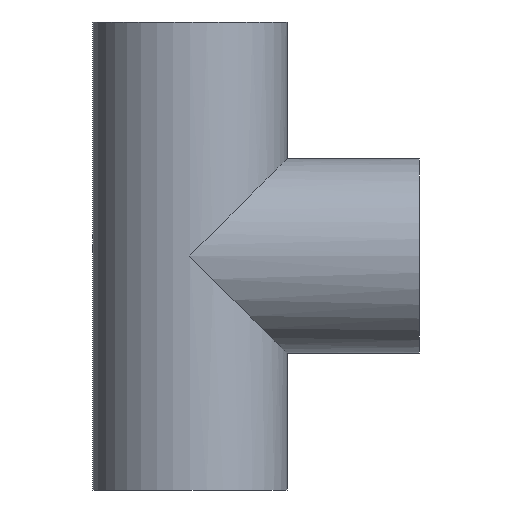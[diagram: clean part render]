
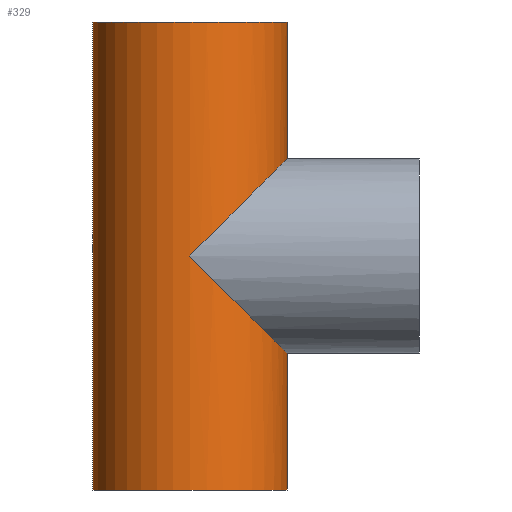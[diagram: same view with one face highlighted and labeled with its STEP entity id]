
A CAD part, front view. The second image highlights one B-rep face of the part: STEP entity #329.
In plain terms, the highlighted cylindrical face has radius 100 mm (diameter 200 mm), a partial arc.
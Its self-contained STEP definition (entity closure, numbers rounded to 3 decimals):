
#1 = EDGE_CURVE ( 'NONE', #323, #127, #174, .T. ) ;
#15 = EDGE_CURVE ( 'NONE', #386, #323, #133, .T. ) ;
#21 = CARTESIAN_POINT ( 'NONE',  ( 0., -100., 0. ) ) ;
#33 = ORIENTED_EDGE ( 'NONE', *, *, #251, .F. ) ;
#40 = EDGE_CURVE ( 'NONE', #103, #101, #54, .T. ) ;
#41 = CARTESIAN_POINT ( 'NONE',  ( 0., -100., 0. ) ) ;
#42 = CARTESIAN_POINT ( 'NONE',  ( 100., 0., 240.5 ) ) ;
#44 = CIRCLE ( 'NONE', #335, 100. ) ;
#54 = CIRCLE ( 'NONE', #346, 100. ) ;
#56 = CARTESIAN_POINT ( 'NONE',  ( 0., 0., -240.5 ) ) ;
#69 = CARTESIAN_POINT ( 'NONE',  ( 100., 0., 240.5 ) ) ;
#88 = CARTESIAN_POINT ( 'NONE',  ( 58.579, -100., -58.579 ) ) ;
#89 = DIRECTION ( 'NONE',  ( 0., 0., -1. ) ) ;
#99 = AXIS2_PLACEMENT_3D ( 'NONE', #179, #186, #436 ) ;
#101 = VERTEX_POINT ( 'NONE', #303 ) ;
#102 = CARTESIAN_POINT ( 'NONE',  ( 0., 0., 240.5 ) ) ;
#103 = VERTEX_POINT ( 'NONE', #224 ) ;
#106 = ORIENTED_EDGE ( 'NONE', *, *, #422, .F. ) ;
#108 = VERTEX_POINT ( 'NONE', #377 ) ;
#117 = LINE ( 'NONE', #69, #227 ) ;
#127 = VERTEX_POINT ( 'NONE', #444 ) ;
#133 =( BOUNDED_CURVE ( )  B_SPLINE_CURVE ( 3, ( #338, #155, #267, #21 ),
 .UNSPECIFIED., .F., .T. ) 
 B_SPLINE_CURVE_WITH_KNOTS ( ( 4, 4 ),
 ( 3.142, 4.712 ),
 .UNSPECIFIED. ) 
 CURVE ( )  GEOMETRIC_REPRESENTATION_ITEM ( )  RATIONAL_B_SPLINE_CURVE ( ( 1., 0.805, 0.805, 1. ) ) 
 REPRESENTATION_ITEM ( '' )  );
#134 = ORIENTED_EDGE ( 'NONE', *, *, #15, .F. ) ;
#146 = CARTESIAN_POINT ( 'NONE',  ( -100., 0., 240.5 ) ) ;
#147 = LINE ( 'NONE', #42, #301 ) ;
#150 = CARTESIAN_POINT ( 'NONE',  ( 100., 0., 100. ) ) ;
#151 = DIRECTION ( 'NONE',  ( 1., 0., 0. ) ) ;
#155 = CARTESIAN_POINT ( 'NONE',  ( 100., -58.579, 100. ) ) ;
#160 = EDGE_LOOP ( 'NONE', ( #106, #33, #197, #276, #344, #198, #134 ) ) ;
#174 =( BOUNDED_CURVE ( )  B_SPLINE_CURVE ( 3, ( #411, #88, #443, #269 ),
 .UNSPECIFIED., .F., .T. ) 
 B_SPLINE_CURVE_WITH_KNOTS ( ( 4, 4 ),
 ( 4.712, 6.283 ),
 .UNSPECIFIED. ) 
 CURVE ( )  GEOMETRIC_REPRESENTATION_ITEM ( )  RATIONAL_B_SPLINE_CURVE ( ( 1., 0.805, 0.805, 1. ) ) 
 REPRESENTATION_ITEM ( '' )  );
#179 = CARTESIAN_POINT ( 'NONE',  ( 0., 0., 240.5 ) ) ;
#186 = DIRECTION ( 'NONE',  ( 0., 0., -1. ) ) ;
#197 = ORIENTED_EDGE ( 'NONE', *, *, #339, .T. ) ;
#198 = ORIENTED_EDGE ( 'NONE', *, *, #1, .F. ) ;
#224 = CARTESIAN_POINT ( 'NONE',  ( -100., 0., -240.5 ) ) ;
#227 = VECTOR ( 'NONE', #291, 1000. ) ;
#251 = EDGE_CURVE ( 'NONE', #414, #108, #44, .T. ) ;
#266 = CARTESIAN_POINT ( 'NONE',  ( -100., 0., 240.5 ) ) ;
#267 = CARTESIAN_POINT ( 'NONE',  ( 58.579, -100., 58.579 ) ) ;
#269 = CARTESIAN_POINT ( 'NONE',  ( 100., 0., -100. ) ) ;
#276 = ORIENTED_EDGE ( 'NONE', *, *, #40, .T. ) ;
#281 = DIRECTION ( 'NONE',  ( 0., 0., 1. ) ) ;
#291 = DIRECTION ( 'NONE',  ( 0., 0., -1. ) ) ;
#301 = VECTOR ( 'NONE', #426, 1000. ) ;
#303 = CARTESIAN_POINT ( 'NONE',  ( 100., 0., -240.5 ) ) ;
#323 = VERTEX_POINT ( 'NONE', #41 ) ;
#329 = ADVANCED_FACE ( 'NONE', ( #368 ), #441, .T. ) ;
#335 = AXIS2_PLACEMENT_3D ( 'NONE', #102, #281, #397 ) ;
#338 = CARTESIAN_POINT ( 'NONE',  ( 100., 0., 100. ) ) ;
#339 = EDGE_CURVE ( 'NONE', #414, #103, #435, .T. ) ;
#344 = ORIENTED_EDGE ( 'NONE', *, *, #440, .F. ) ;
#346 = AXIS2_PLACEMENT_3D ( 'NONE', #56, #413, #151 ) ;
#368 = FACE_OUTER_BOUND ( 'NONE', #160, .T. ) ;
#377 = CARTESIAN_POINT ( 'NONE',  ( 100., 0., 240.5 ) ) ;
#386 = VERTEX_POINT ( 'NONE', #150 ) ;
#397 = DIRECTION ( 'NONE',  ( 1., 0., 0. ) ) ;
#411 = CARTESIAN_POINT ( 'NONE',  ( 0., -100., 0. ) ) ;
#413 = DIRECTION ( 'NONE',  ( 0., 0., 1. ) ) ;
#414 = VERTEX_POINT ( 'NONE', #266 ) ;
#415 = VECTOR ( 'NONE', #89, 1000. ) ;
#422 = EDGE_CURVE ( 'NONE', #108, #386, #147, .T. ) ;
#426 = DIRECTION ( 'NONE',  ( 0., 0., -1. ) ) ;
#435 = LINE ( 'NONE', #146, #415 ) ;
#436 = DIRECTION ( 'NONE',  ( -1., 0., 0. ) ) ;
#440 = EDGE_CURVE ( 'NONE', #127, #101, #117, .T. ) ;
#441 = CYLINDRICAL_SURFACE ( 'NONE', #99, 100. ) ;
#443 = CARTESIAN_POINT ( 'NONE',  ( 100., -58.579, -100. ) ) ;
#444 = CARTESIAN_POINT ( 'NONE',  ( 100., 0., -100. ) ) ;
